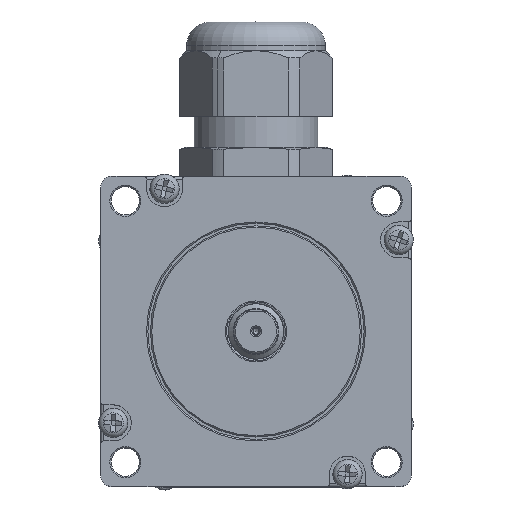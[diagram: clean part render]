
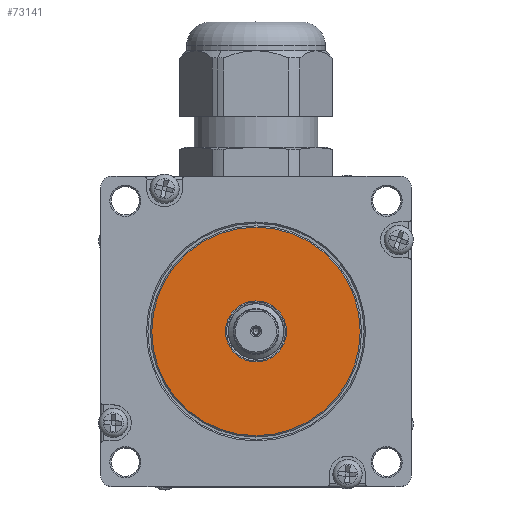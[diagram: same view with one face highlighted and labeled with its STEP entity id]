
A CAD part, top view. The second image highlights one B-rep face of the part: STEP entity #73141.
In plain terms, the highlighted face is planar.
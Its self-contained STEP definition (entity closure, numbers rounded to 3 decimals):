
#5105=PLANE('',#76887);
#26804=VERTEX_POINT('',#125048);
#26807=VERTEX_POINT('',#125056);
#28424=CIRCLE('',#76883,18.8);
#28427=CIRCLE('',#76888,5.5);
#38915=EDGE_CURVE('',#26804,#26804,#28424,.T.);
#38918=EDGE_CURVE('',#26807,#26807,#28427,.T.);
#59715=ORIENTED_EDGE('',*,*,#38918,.F.);
#59716=ORIENTED_EDGE('',*,*,#38915,.F.);
#64693=EDGE_LOOP('',(#59715));
#64694=EDGE_LOOP('',(#59716));
#69058=FACE_BOUND('',#64693,.T.);
#69059=FACE_BOUND('',#64694,.T.);
#73141=ADVANCED_FACE('',(#69058,#69059),#5105,.T.);
#76883=AXIS2_PLACEMENT_3D('',#125047,#88661,#88662);
#76887=AXIS2_PLACEMENT_3D('',#125054,#88669,$);
#76888=AXIS2_PLACEMENT_3D('',#125055,#88670,#88671);
#88661=DIRECTION('',(0.,0.,1.));
#88662=DIRECTION('',(18.8,0.,0.));
#88669=DIRECTION('',(0.,0.,-1.));
#88670=DIRECTION('',(0.,0.,-1.));
#88671=DIRECTION('',(-5.5,0.,0.));
#125047=CARTESIAN_POINT('',(0.,0.,
-6.6));
#125048=CARTESIAN_POINT('',(-18.8,0.,-6.6));
#125054=CARTESIAN_POINT('',(0.,0.,
-6.6));
#125055=CARTESIAN_POINT('',(0.,0.,
-6.6));
#125056=CARTESIAN_POINT('',(-5.5,0.,-6.6));
